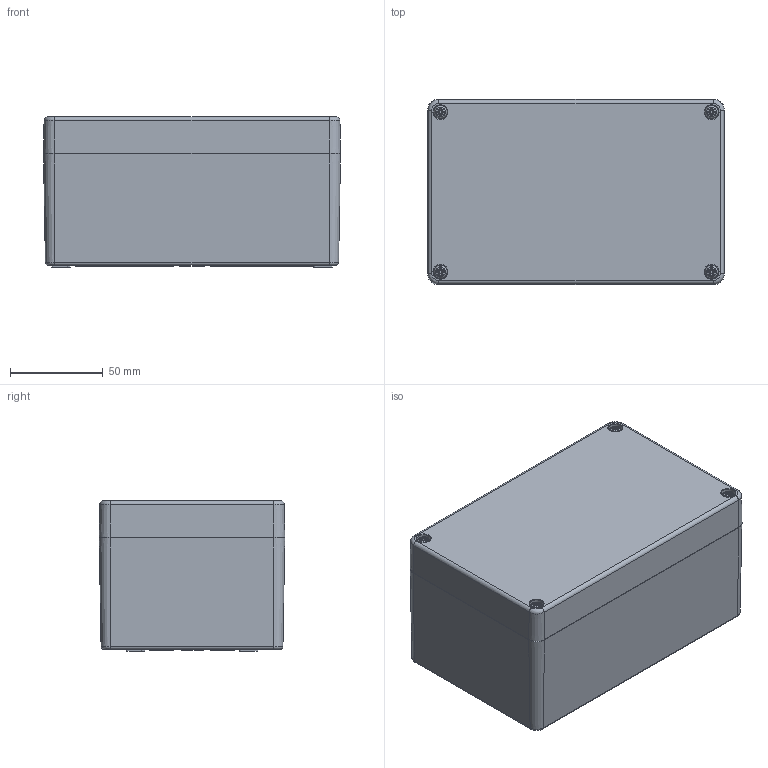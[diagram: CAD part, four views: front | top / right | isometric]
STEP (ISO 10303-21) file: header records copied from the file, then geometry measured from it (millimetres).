
FILE_DESCRIPTION((''),'2;1');
FILE_NAME('0101106500-MBA_161080_VE.stp','2014-12-04T09:00:03',('robin.rentz'),(''),'Autodesk Inventor 2012','Autodesk Inventor 2012','');
FILE_SCHEMA(('CONFIG_CONTROL_DESIGN'));
Length unit declared in the file: millimetre
Products named in the file (4): 0101106500-MBA_161080_VE; 0100106502-UT_161080_VE; 0100106501-OT_161080_VE; 1990000276 Schraube BM4x24_11
Assembly tree (6 placements, depth 2):
  0101106500-MBA_161080_VE
    0100106502-UT_161080_VE
    0100106501-OT_161080_VE
    1990000276 Schraube BM4x24_11  x4
Bounding box: 160 x 100 x 81 mm (x, y, z)
Volume: 294278.7 mm3; surface area: 152602.5 mm2
Topology: 6 solids, 6 shells, 1449 faces, 3658 edges, 2324 vertices
Faces by surface type: plane 553, bspline 393, torus 195, cylinder 179, cone 125, sphere 4
Full cylindrical faces by diameter (mm): 3.242 x11, 3.3 x4, 4 x4, 5 x8, 5.5 x4, 6.8 x4, 7 x5, 7.4 x1, 7.5 x12, 12 x2
Entity records: 40943 total; most frequent: CARTESIAN_POINT 13347, ORIENTED_EDGE 6090, DIRECTION 4703, EDGE_CURVE 3045, VERTEX_POINT 2000, VECTOR 1613, LINE 1613, AXIS2_PLACEMENT_3D 1545
